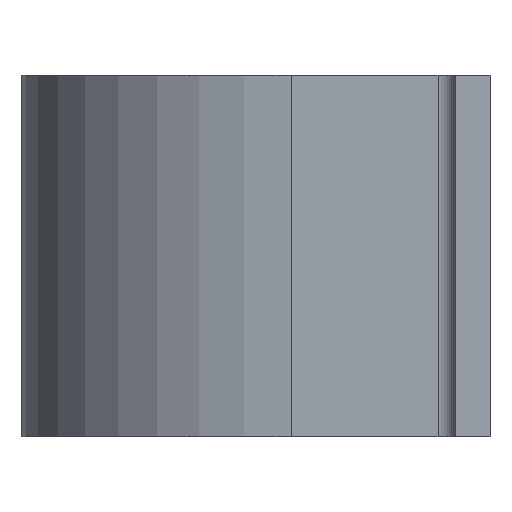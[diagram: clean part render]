
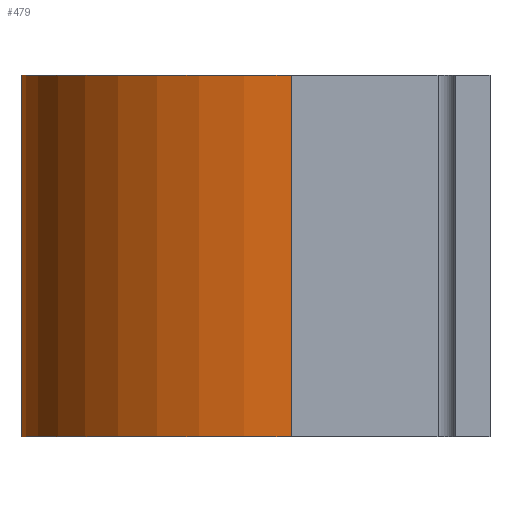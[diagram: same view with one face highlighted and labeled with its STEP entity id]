
A CAD part, left-side view. The second image highlights one B-rep face of the part: STEP entity #479.
In plain terms, the highlighted cylindrical face has radius 11.836 mm (diameter 23.673 mm), a partial arc.
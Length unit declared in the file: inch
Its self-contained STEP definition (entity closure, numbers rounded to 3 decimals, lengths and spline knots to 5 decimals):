
#27 = CIRCLE ( 'NONE', #92, 0.466 ) ;
#29 = CARTESIAN_POINT ( 'NONE',  ( 1.312, 0.344, 0.3125 ) ) ;
#32 = DIRECTION ( 'NONE',  ( 0., 0., -1. ) ) ;
#34 = DIRECTION ( 'NONE',  ( 1., 0., 0. ) ) ;
#42 = EDGE_CURVE ( 'NONE', #449, #169, #308, .T. ) ;
#58 = CARTESIAN_POINT ( 'NONE',  ( 1.312, 0.344, 0.3125 ) ) ;
#92 = AXIS2_PLACEMENT_3D ( 'NONE', #235, #533, #269 ) ;
#97 = VERTEX_POINT ( 'NONE', #277 ) ;
#113 = EDGE_CURVE ( 'NONE', #449, #97, #198, .T. ) ;
#121 = ORIENTED_EDGE ( 'NONE', *, *, #226, .T. ) ;
#140 = AXIS2_PLACEMENT_3D ( 'NONE', #58, #218, #486 ) ;
#143 = ORIENTED_EDGE ( 'NONE', *, *, #483, .F. ) ;
#155 = EDGE_LOOP ( 'NONE', ( #143, #394, #431, #121 ) ) ;
#169 = VERTEX_POINT ( 'NONE', #283 ) ;
#179 = LINE ( 'NONE', #378, #456 ) ;
#186 = VECTOR ( 'NONE', #311, 39.37008 ) ;
#198 = LINE ( 'NONE', #296, #186 ) ;
#206 = CARTESIAN_POINT ( 'NONE',  ( 1.778, 0.344, -0.3125 ) ) ;
#218 = DIRECTION ( 'NONE',  ( 0., 0., -1. ) ) ;
#226 = EDGE_CURVE ( 'NONE', #169, #526, #179, .T. ) ;
#235 = CARTESIAN_POINT ( 'NONE',  ( 1.312, 0.344, -0.3125 ) ) ;
#240 = AXIS2_PLACEMENT_3D ( 'NONE', #29, #32, #34 ) ;
#269 = DIRECTION ( 'NONE',  ( 1., 0., 0. ) ) ;
#277 = CARTESIAN_POINT ( 'NONE',  ( 0.846, 0.344, -0.3125 ) ) ;
#283 = CARTESIAN_POINT ( 'NONE',  ( 1.778, 0.344, 0.3125 ) ) ;
#291 = CARTESIAN_POINT ( 'NONE',  ( 0.846, 0.344, 0.3125 ) ) ;
#296 = CARTESIAN_POINT ( 'NONE',  ( 0.846, 0.344, 0.3125 ) ) ;
#308 = CIRCLE ( 'NONE', #240, 0.466 ) ;
#311 = DIRECTION ( 'NONE',  ( 0., 0., -1. ) ) ;
#378 = CARTESIAN_POINT ( 'NONE',  ( 1.778, 0.344, 0.3125 ) ) ;
#394 = ORIENTED_EDGE ( 'NONE', *, *, #113, .F. ) ;
#431 = ORIENTED_EDGE ( 'NONE', *, *, #42, .T. ) ;
#433 = DIRECTION ( 'NONE',  ( 0., 0., -1. ) ) ;
#449 = VERTEX_POINT ( 'NONE', #291 ) ;
#456 = VECTOR ( 'NONE', #433, 39.37008 ) ;
#479 = ADVANCED_FACE ( 'NONE', ( #514 ), #490, .T. ) ;
#483 = EDGE_CURVE ( 'NONE', #97, #526, #27, .T. ) ;
#486 = DIRECTION ( 'NONE',  ( -1., 0., 0. ) ) ;
#490 = CYLINDRICAL_SURFACE ( 'NONE', #140, 0.466 ) ;
#514 = FACE_OUTER_BOUND ( 'NONE', #155, .T. ) ;
#526 = VERTEX_POINT ( 'NONE', #206 ) ;
#533 = DIRECTION ( 'NONE',  ( 0., 0., -1. ) ) ;
